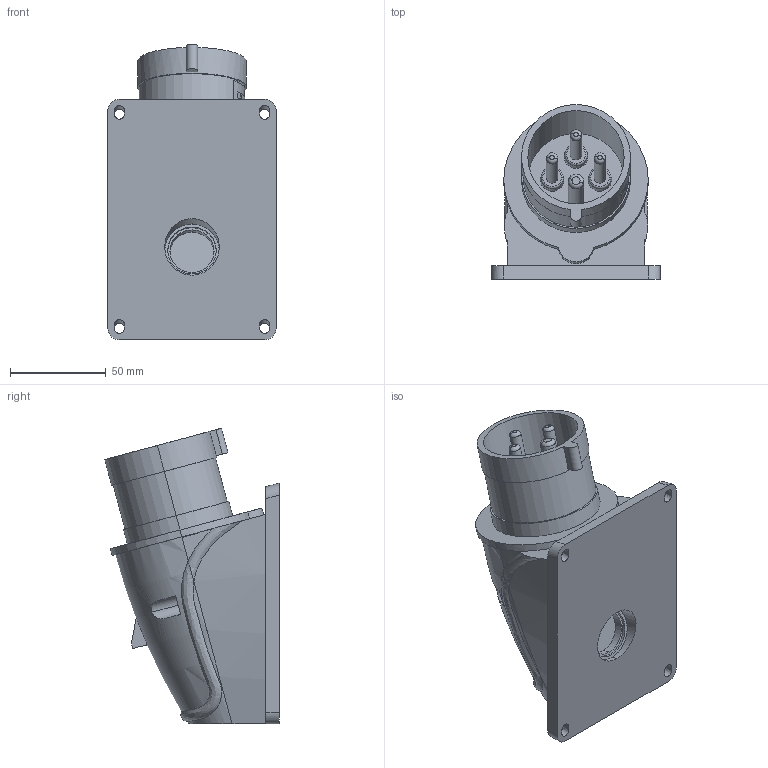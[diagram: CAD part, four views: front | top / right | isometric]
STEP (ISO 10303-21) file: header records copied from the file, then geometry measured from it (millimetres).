
FILE_DESCRIPTION (( 'STEP AP214' ), '1' );
FILE_NAME ('PSN52-032-4 Âèëêà ñòàöèîíàðíàÿ ÑÑÈ-524 32À-6÷_380-415Â 3Ð+ÐÅ IP44 MAGNUM ÈÝÊ1.STEP', '2025-09-15T11:34:57', ( '' ), ( '' ), 'SwSTEP 2.0', 'SolidWorks 2022', '' );
FILE_SCHEMA (( 'AUTOMOTIVE_DESIGN' ));
Length unit declared in the file: millimetre
Products named in the file (1): PSN52-032-4 Вилка стационарная ССИ-524 32А-6ч_380-415В 3Р+РЕ IP44 MAGNUM ИЭК1
Bounding box: 88 x 91.29 x 154.54 mm (x, y, z)
Volume: 227069.6 mm3; surface area: 105288.2 mm2
Topology: 10 solids, 10 shells, 646 faces, 1665 edges, 1100 vertices
Faces by surface type: plane 385, cylinder 188, bspline 42, torus 17, cone 14
Entity records: 29532 total; most frequent: CARTESIAN_POINT 13859, ORIENTED_EDGE 3314, DIRECTION 3049, EDGE_CURVE 1657, VERTEX_POINT 1100, AXIS2_PLACEMENT_3D 1020, VECTOR 1009, LINE 1009
